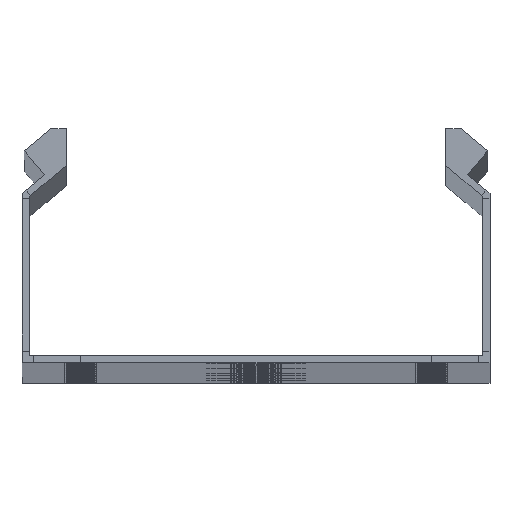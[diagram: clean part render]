
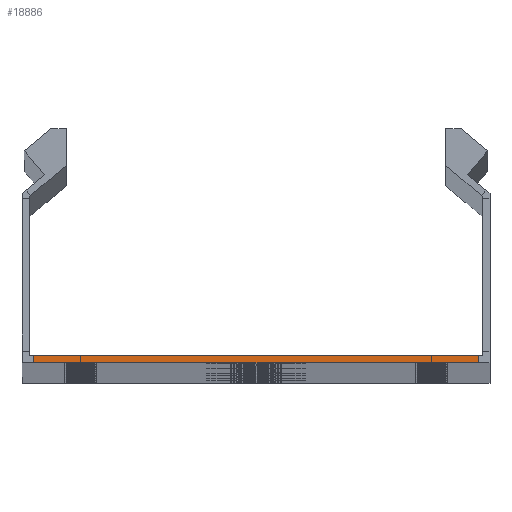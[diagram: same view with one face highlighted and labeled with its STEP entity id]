
A CAD part, top view. The second image highlights one B-rep face of the part: STEP entity #18886.
In plain terms, the highlighted planar face has unit normal (0, 0, 1).
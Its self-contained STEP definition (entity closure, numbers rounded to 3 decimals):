
#255 = VERTEX_POINT ( 'NONE', #15620 ) ;
#279 = PLANE ( 'NONE',  #20741 ) ;
#1134 = CARTESIAN_POINT ( 'NONE',  ( -50., 0., 1250. ) ) ;
#1597 = DIRECTION ( 'NONE',  ( -1., 0., 0. ) ) ;
#2026 = LINE ( 'NONE', #33639, #4877 ) ;
#2061 = LINE ( 'NONE', #24548, #18127 ) ;
#2434 = VERTEX_POINT ( 'NONE', #6871 ) ;
#3736 = DIRECTION ( 'NONE',  ( 1., 0., 0. ) ) ;
#3763 = DIRECTION ( 'NONE',  ( 0., -1., 0. ) ) ;
#4863 = FACE_OUTER_BOUND ( 'NONE', #15450, .T. ) ;
#4877 = VECTOR ( 'NONE', #15687, 1000. ) ;
#6871 = CARTESIAN_POINT ( 'NONE',  ( -47.5, 0., 1250. ) ) ;
#8071 = CARTESIAN_POINT ( 'NONE',  ( 47.5, 1.5, 1250. ) ) ;
#9302 = CARTESIAN_POINT ( 'NONE',  ( 48.5, 2.5, 1250. ) ) ;
#10903 = VERTEX_POINT ( 'NONE', #13127 ) ;
#12301 = LINE ( 'NONE', #34363, #25031 ) ;
#12887 = DIRECTION ( 'NONE',  ( -1., 0., 0. ) ) ;
#13127 = CARTESIAN_POINT ( 'NONE',  ( -47.5, 1.5, 1250. ) ) ;
#15450 = EDGE_LOOP ( 'NONE', ( #38455, #28055, #20069, #16789 ) ) ;
#15620 = CARTESIAN_POINT ( 'NONE',  ( 47.5, 0., 1250. ) ) ;
#15687 = DIRECTION ( 'NONE',  ( 0., 1., 0. ) ) ;
#16789 = ORIENTED_EDGE ( 'NONE', *, *, #24687, .T. ) ;
#18127 = VECTOR ( 'NONE', #3763, 1000. ) ;
#18886 = ADVANCED_FACE ( 'NONE', ( #4863 ), #279, .T. ) ;
#20069 = ORIENTED_EDGE ( 'NONE', *, *, #26224, .T. ) ;
#20140 = EDGE_CURVE ( 'NONE', #255, #2434, #24060, .T. ) ;
#20741 = AXIS2_PLACEMENT_3D ( 'NONE', #9302, #30310, #3736 ) ;
#24060 = LINE ( 'NONE', #1134, #37764 ) ;
#24548 = CARTESIAN_POINT ( 'NONE',  ( -47.5, 1.5, 1250. ) ) ;
#24687 = EDGE_CURVE ( 'NONE', #10903, #2434, #2061, .T. ) ;
#25031 = VECTOR ( 'NONE', #1597, 1000. ) ;
#25120 = EDGE_CURVE ( 'NONE', #255, #28142, #2026, .T. ) ;
#26224 = EDGE_CURVE ( 'NONE', #28142, #10903, #12301, .T. ) ;
#28055 = ORIENTED_EDGE ( 'NONE', *, *, #25120, .T. ) ;
#28142 = VERTEX_POINT ( 'NONE', #8071 ) ;
#30310 = DIRECTION ( 'NONE',  ( 0., 0., 1. ) ) ;
#33639 = CARTESIAN_POINT ( 'NONE',  ( 47.5, 0., 1250. ) ) ;
#34363 = CARTESIAN_POINT ( 'NONE',  ( -50., 1.5, 1250. ) ) ;
#37764 = VECTOR ( 'NONE', #12887, 1000. ) ;
#38455 = ORIENTED_EDGE ( 'NONE', *, *, #20140, .F. ) ;
